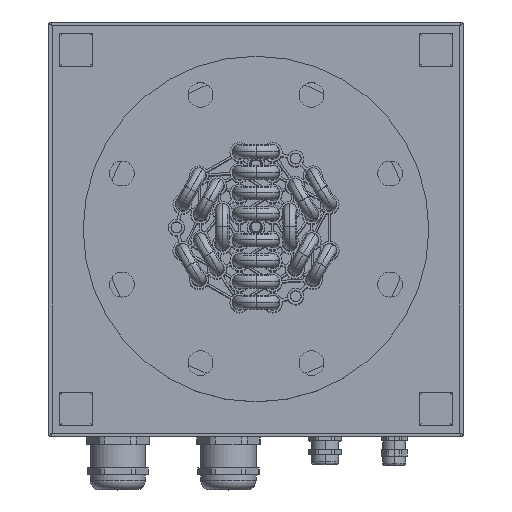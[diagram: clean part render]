
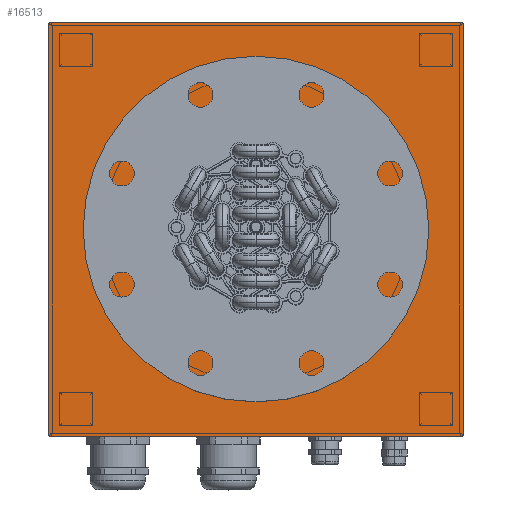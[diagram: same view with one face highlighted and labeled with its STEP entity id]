
A CAD part, top view. The second image highlights one B-rep face of the part: STEP entity #16513.
In plain terms, the highlighted face is planar.
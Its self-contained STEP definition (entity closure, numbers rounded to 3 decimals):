
#751 = CIRCLE ( 'NONE', #49511, 2. ) ;
#1387 = VERTEX_POINT ( 'NONE', #55544 ) ;
#2229 = ORIENTED_EDGE ( 'NONE', *, *, #56724, .F. ) ;
#3914 = CIRCLE ( 'NONE', #7809, 2. ) ;
#4052 = CARTESIAN_POINT ( 'NONE',  ( -148., 150., -4. ) ) ;
#4077 = EDGE_CURVE ( 'NONE', #7935, #13475, #4483, .T. ) ;
#4483 = CIRCLE ( 'NONE', #46413, 70.85 ) ;
#4718 = CARTESIAN_POINT ( 'NONE',  ( 150., 148., -4. ) ) ;
#5839 = CARTESIAN_POINT ( 'NONE',  ( -148., -148., -4. ) ) ;
#6085 = VERTEX_POINT ( 'NONE', #20378 ) ;
#6369 = ORIENTED_EDGE ( 'NONE', *, *, #34694, .F. ) ;
#7809 = AXIS2_PLACEMENT_3D ( 'NONE', #38770, #11265, #24440 ) ;
#7935 = VERTEX_POINT ( 'NONE', #38852 ) ;
#9007 = DIRECTION ( 'NONE',  ( 0., 0., 1. ) ) ;
#9223 = CARTESIAN_POINT ( 'NONE',  ( -148., 150., -4. ) ) ;
#9793 = VERTEX_POINT ( 'NONE', #39412 ) ;
#10506 = ORIENTED_EDGE ( 'NONE', *, *, #11218, .F. ) ;
#10712 = VERTEX_POINT ( 'NONE', #4052 ) ;
#11218 = EDGE_CURVE ( 'NONE', #10712, #25705, #3914, .T. ) ;
#11265 = DIRECTION ( 'NONE',  ( 0., 0., 1. ) ) ;
#11410 = CARTESIAN_POINT ( 'NONE',  ( 150., 148., -4. ) ) ;
#12567 = ORIENTED_EDGE ( 'NONE', *, *, #38974, .F. ) ;
#13044 = CARTESIAN_POINT ( 'NONE',  ( -70.85, 0., -4. ) ) ;
#13475 = VERTEX_POINT ( 'NONE', #13044 ) ;
#13849 = EDGE_LOOP ( 'NONE', ( #16294, #2229, #54583, #18434, #6369, #25353, #10506, #12567 ) ) ;
#15168 = VECTOR ( 'NONE', #47163, 1000. ) ;
#15526 = CARTESIAN_POINT ( 'NONE',  ( 0., 0., -4. ) ) ;
#16294 = ORIENTED_EDGE ( 'NONE', *, *, #31042, .F. ) ;
#16513 = ADVANCED_FACE ( 'NONE', ( #59890, #36095 ), #22972, .T. ) ;
#18355 = AXIS2_PLACEMENT_3D ( 'NONE', #47928, #24443, #34204 ) ;
#18434 = ORIENTED_EDGE ( 'NONE', *, *, #52841, .F. ) ;
#19300 = DIRECTION ( 'NONE',  ( -1., 0., 0. ) ) ;
#19503 = ORIENTED_EDGE ( 'NONE', *, *, #4077, .T. ) ;
#20307 = LINE ( 'NONE', #11410, #38635 ) ;
#20378 = CARTESIAN_POINT ( 'NONE',  ( 148., 150., -4. ) ) ;
#22440 = ORIENTED_EDGE ( 'NONE', *, *, #35112, .T. ) ;
#22930 = AXIS2_PLACEMENT_3D ( 'NONE', #45540, #41261, #54420 ) ;
#22948 = CARTESIAN_POINT ( 'NONE',  ( 150., -148., -4. ) ) ;
#22972 = PLANE ( 'NONE',  #22930 ) ;
#24440 = DIRECTION ( 'NONE',  ( 1., 0., 0. ) ) ;
#24443 = DIRECTION ( 'NONE',  ( 0., 0., 1. ) ) ;
#25353 = ORIENTED_EDGE ( 'NONE', *, *, #40091, .F. ) ;
#25705 = VERTEX_POINT ( 'NONE', #38873 ) ;
#27658 = DIRECTION ( 'NONE',  ( 1., 0., 0. ) ) ;
#29283 = DIRECTION ( 'NONE',  ( 0., 0., 1. ) ) ;
#31042 = EDGE_CURVE ( 'NONE', #32745, #6085, #41314, .T. ) ;
#32630 = LINE ( 'NONE', #51225, #49140 ) ;
#32745 = VERTEX_POINT ( 'NONE', #4718 ) ;
#33361 = DIRECTION ( 'NONE',  ( 0., 0., 1. ) ) ;
#34204 = DIRECTION ( 'NONE',  ( 1., 0., 0. ) ) ;
#34452 = DIRECTION ( 'NONE',  ( 1., 0., 0. ) ) ;
#34694 = EDGE_CURVE ( 'NONE', #9793, #1387, #751, .T. ) ;
#34914 = DIRECTION ( 'NONE',  ( 0., 0., 1. ) ) ;
#35112 = EDGE_CURVE ( 'NONE', #13475, #7935, #44655, .T. ) ;
#35507 = DIRECTION ( 'NONE',  ( -1., 0., 0. ) ) ;
#36095 = FACE_OUTER_BOUND ( 'NONE', #13849, .T. ) ;
#36806 = CARTESIAN_POINT ( 'NONE',  ( 148., -148., -4. ) ) ;
#38635 = VECTOR ( 'NONE', #39510, 1000. ) ;
#38770 = CARTESIAN_POINT ( 'NONE',  ( -148., 148., -4. ) ) ;
#38852 = CARTESIAN_POINT ( 'NONE',  ( 70.85, 0., -4. ) ) ;
#38873 = CARTESIAN_POINT ( 'NONE',  ( -150., 148., -4. ) ) ;
#38974 = EDGE_CURVE ( 'NONE', #6085, #10712, #51043, .T. ) ;
#39412 = CARTESIAN_POINT ( 'NONE',  ( -150., -148., -4. ) ) ;
#39510 = DIRECTION ( 'NONE',  ( 0., 1., 0. ) ) ;
#39637 = CIRCLE ( 'NONE', #56248, 2. ) ;
#40091 = EDGE_CURVE ( 'NONE', #25705, #9793, #44754, .T. ) ;
#40863 = VERTEX_POINT ( 'NONE', #22948 ) ;
#41261 = DIRECTION ( 'NONE',  ( 0., 0., -1. ) ) ;
#41314 = CIRCLE ( 'NONE', #46161, 2. ) ;
#42057 = DIRECTION ( 'NONE',  ( 1., 0., 0. ) ) ;
#44655 = CIRCLE ( 'NONE', #18355, 70.85 ) ;
#44754 = LINE ( 'NONE', #46271, #15168 ) ;
#45540 = CARTESIAN_POINT ( 'NONE',  ( 148., 148., -4. ) ) ;
#46161 = AXIS2_PLACEMENT_3D ( 'NONE', #48947, #34914, #35507 ) ;
#46271 = CARTESIAN_POINT ( 'NONE',  ( -150., 148., -4. ) ) ;
#46413 = AXIS2_PLACEMENT_3D ( 'NONE', #15526, #29283, #34452 ) ;
#47163 = DIRECTION ( 'NONE',  ( 0., -1., 0. ) ) ;
#47928 = CARTESIAN_POINT ( 'NONE',  ( 0., 0., -4. ) ) ;
#48947 = CARTESIAN_POINT ( 'NONE',  ( 148., 148., -4. ) ) ;
#49140 = VECTOR ( 'NONE', #42057, 1000. ) ;
#49345 = CARTESIAN_POINT ( 'NONE',  ( 148., -150., -4. ) ) ;
#49511 = AXIS2_PLACEMENT_3D ( 'NONE', #5839, #33361, #51955 ) ;
#50094 = EDGE_LOOP ( 'NONE', ( #19503, #22440 ) ) ;
#51043 = LINE ( 'NONE', #9223, #53099 ) ;
#51225 = CARTESIAN_POINT ( 'NONE',  ( -148., -150., -4. ) ) ;
#51955 = DIRECTION ( 'NONE',  ( 1., 0., 0. ) ) ;
#52841 = EDGE_CURVE ( 'NONE', #1387, #53108, #32630, .T. ) ;
#53099 = VECTOR ( 'NONE', #19300, 1000. ) ;
#53108 = VERTEX_POINT ( 'NONE', #49345 ) ;
#54420 = DIRECTION ( 'NONE',  ( -1., 0., 0. ) ) ;
#54583 = ORIENTED_EDGE ( 'NONE', *, *, #55208, .F. ) ;
#55208 = EDGE_CURVE ( 'NONE', #53108, #40863, #39637, .T. ) ;
#55544 = CARTESIAN_POINT ( 'NONE',  ( -148., -150., -4. ) ) ;
#56248 = AXIS2_PLACEMENT_3D ( 'NONE', #36806, #9007, #27658 ) ;
#56724 = EDGE_CURVE ( 'NONE', #40863, #32745, #20307, .T. ) ;
#59890 = FACE_BOUND ( 'NONE', #50094, .T. ) ;
